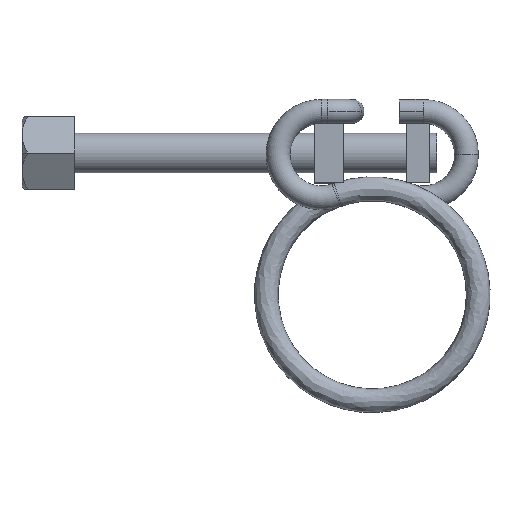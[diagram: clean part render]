
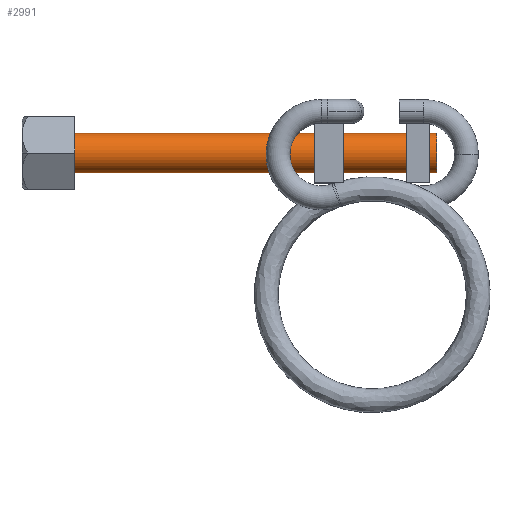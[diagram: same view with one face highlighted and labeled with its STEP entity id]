
A CAD part, top view. The second image highlights one B-rep face of the part: STEP entity #2991.
In plain terms, the highlighted cylindrical face has radius 1.5 mm (diameter 3 mm), a partial arc.
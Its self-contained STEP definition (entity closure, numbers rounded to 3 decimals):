
#508 = CARTESIAN_POINT ( 'NONE',  ( 4.853, 12.2, 0. ) ) ;
#1216 = VERTEX_POINT ( 'NONE', #8545 ) ;
#1241 = VERTEX_POINT ( 'NONE', #5876 ) ;
#1286 = AXIS2_PLACEMENT_3D ( 'NONE', #2502, #8505, #2404 ) ;
#1332 = CARTESIAN_POINT ( 'NONE',  ( 4.853, 12.2, 0. ) ) ;
#1556 = LINE ( 'NONE', #2169, #6538 ) ;
#1726 = DIRECTION ( 'NONE',  ( 1., 0., 0. ) ) ;
#1886 = EDGE_CURVE ( 'NONE', #1216, #1241, #3977, .T. ) ;
#2169 = CARTESIAN_POINT ( 'NONE',  ( 4.853, 9.2, 0. ) ) ;
#2242 = AXIS2_PLACEMENT_3D ( 'NONE', #7634, #1726, #4274 ) ;
#2250 = ORIENTED_EDGE ( 'NONE', *, *, #4401, .F. ) ;
#2304 = ORIENTED_EDGE ( 'NONE', *, *, #5521, .F. ) ;
#2404 = DIRECTION ( 'NONE',  ( 0., -1., 0. ) ) ;
#2502 = CARTESIAN_POINT ( 'NONE',  ( 4.853, 10.7, 0. ) ) ;
#2991 = ADVANCED_FACE ( 'NONE', ( #7899 ), #7146, .T. ) ;
#3093 = CARTESIAN_POINT ( 'NONE',  ( 4.853, 10.7, 0. ) ) ;
#3287 = DIRECTION ( 'NONE',  ( -1., 0., 0. ) ) ;
#3332 = VECTOR ( 'NONE', #3287, 1000. ) ;
#3452 = AXIS2_PLACEMENT_3D ( 'NONE', #3093, #4626, #7342 ) ;
#3977 = CIRCLE ( 'NONE', #2242, 1.5 ) ;
#4237 = ORIENTED_EDGE ( 'NONE', *, *, #1886, .T. ) ;
#4255 = DIRECTION ( 'NONE',  ( -1., 0., 0. ) ) ;
#4274 = DIRECTION ( 'NONE',  ( 0., 1., 0. ) ) ;
#4401 = EDGE_CURVE ( 'NONE', #5907, #1241, #1556, .T. ) ;
#4626 = DIRECTION ( 'NONE',  ( 1., 0., 0. ) ) ;
#5521 = EDGE_CURVE ( 'NONE', #5856, #5907, #6423, .T. ) ;
#5856 = VERTEX_POINT ( 'NONE', #1332 ) ;
#5876 = CARTESIAN_POINT ( 'NONE',  ( -22.447, 9.2, 0. ) ) ;
#5907 = VERTEX_POINT ( 'NONE', #6174 ) ;
#6174 = CARTESIAN_POINT ( 'NONE',  ( 4.853, 9.2, 0. ) ) ;
#6412 = EDGE_CURVE ( 'NONE', #5856, #1216, #6584, .T. ) ;
#6423 = CIRCLE ( 'NONE', #3452, 1.5 ) ;
#6538 = VECTOR ( 'NONE', #4255, 1000. ) ;
#6584 = LINE ( 'NONE', #508, #3332 ) ;
#7146 = CYLINDRICAL_SURFACE ( 'NONE', #1286, 1.5 ) ;
#7342 = DIRECTION ( 'NONE',  ( 0., 1., 0. ) ) ;
#7634 = CARTESIAN_POINT ( 'NONE',  ( -22.447, 10.7, 0. ) ) ;
#7899 = FACE_OUTER_BOUND ( 'NONE', #8198, .T. ) ;
#8018 = ORIENTED_EDGE ( 'NONE', *, *, #6412, .T. ) ;
#8198 = EDGE_LOOP ( 'NONE', ( #2304, #8018, #4237, #2250 ) ) ;
#8505 = DIRECTION ( 'NONE',  ( -1., 0., 0. ) ) ;
#8545 = CARTESIAN_POINT ( 'NONE',  ( -22.447, 12.2, 0. ) ) ;
